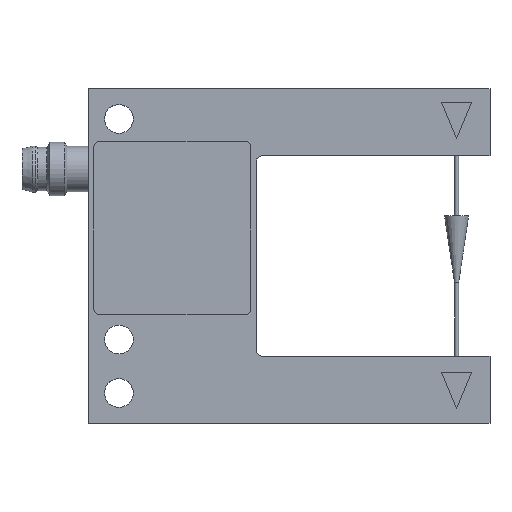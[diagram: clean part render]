
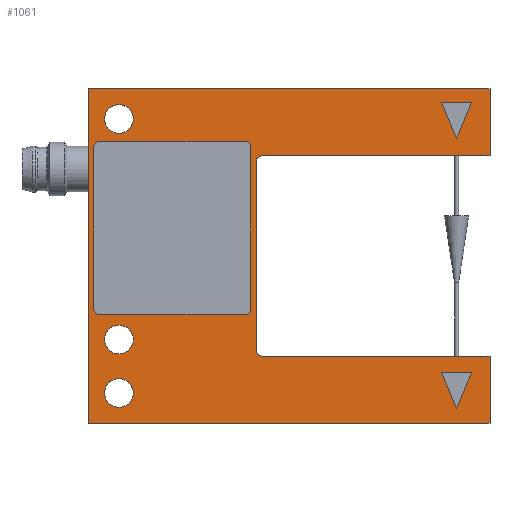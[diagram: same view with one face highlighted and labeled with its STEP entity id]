
A CAD part, top view. The second image highlights one B-rep face of the part: STEP entity #1061.
In plain terms, the highlighted planar face has unit normal (0, 0, 1).
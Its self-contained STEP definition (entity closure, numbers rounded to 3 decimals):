
#49=PLANE('',#1174);
#88=CIRCLE('',#1165,1.);
#90=CIRCLE('',#1169,1.);
#92=CIRCLE('',#1175,2.15);
#93=CIRCLE('',#1176,2.15);
#94=CIRCLE('',#1177,2.15);
#95=CIRCLE('',#1178,1.);
#96=CIRCLE('',#1179,1.);
#97=CIRCLE('',#1180,1.);
#98=CIRCLE('',#1181,1.);
#193=ORIENTED_EDGE('',*,*,#445,.F.);
#194=ORIENTED_EDGE('',*,*,#446,.F.);
#195=ORIENTED_EDGE('',*,*,#447,.F.);
#196=ORIENTED_EDGE('',*,*,#448,.F.);
#197=ORIENTED_EDGE('',*,*,#449,.F.);
#198=ORIENTED_EDGE('',*,*,#450,.F.);
#199=ORIENTED_EDGE('',*,*,#451,.T.);
#200=ORIENTED_EDGE('',*,*,#452,.T.);
#201=ORIENTED_EDGE('',*,*,#453,.T.);
#202=ORIENTED_EDGE('',*,*,#454,.F.);
#203=ORIENTED_EDGE('',*,*,#455,.F.);
#204=ORIENTED_EDGE('',*,*,#456,.F.);
#205=ORIENTED_EDGE('',*,*,#457,.F.);
#206=ORIENTED_EDGE('',*,*,#458,.F.);
#207=ORIENTED_EDGE('',*,*,#459,.F.);
#208=ORIENTED_EDGE('',*,*,#460,.F.);
#209=ORIENTED_EDGE('',*,*,#461,.F.);
#210=ORIENTED_EDGE('',*,*,#410,.T.);
#211=ORIENTED_EDGE('',*,*,#419,.T.);
#212=ORIENTED_EDGE('',*,*,#422,.T.);
#213=ORIENTED_EDGE('',*,*,#426,.T.);
#214=ORIENTED_EDGE('',*,*,#429,.F.);
#215=ORIENTED_EDGE('',*,*,#432,.T.);
#216=ORIENTED_EDGE('',*,*,#435,.F.);
#217=ORIENTED_EDGE('',*,*,#439,.T.);
#218=ORIENTED_EDGE('',*,*,#442,.T.);
#219=ORIENTED_EDGE('',*,*,#444,.T.);
#410=EDGE_CURVE('',#541,#540,#637,.T.);
#419=EDGE_CURVE('',#540,#548,#644,.T.);
#422=EDGE_CURVE('',#548,#550,#647,.T.);
#426=EDGE_CURVE('',#550,#553,#650,.T.);
#429=EDGE_CURVE('',#555,#553,#88,.T.);
#432=EDGE_CURVE('',#555,#557,#654,.T.);
#435=EDGE_CURVE('',#559,#557,#90,.T.);
#439=EDGE_CURVE('',#559,#562,#658,.T.);
#442=EDGE_CURVE('',#562,#564,#661,.T.);
#444=EDGE_CURVE('',#564,#541,#663,.T.);
#445=EDGE_CURVE('',#565,#566,#664,.T.);
#446=EDGE_CURVE('',#567,#565,#665,.T.);
#447=EDGE_CURVE('',#566,#567,#666,.T.);
#448=EDGE_CURVE('',#568,#569,#667,.T.);
#449=EDGE_CURVE('',#570,#568,#668,.T.);
#450=EDGE_CURVE('',#569,#570,#669,.T.);
#451=EDGE_CURVE('',#571,#571,#92,.F.);
#452=EDGE_CURVE('',#572,#572,#93,.F.);
#453=EDGE_CURVE('',#573,#573,#94,.F.);
#454=EDGE_CURVE('',#574,#575,#95,.T.);
#455=EDGE_CURVE('',#576,#574,#670,.T.);
#456=EDGE_CURVE('',#577,#576,#96,.T.);
#457=EDGE_CURVE('',#578,#577,#671,.T.);
#458=EDGE_CURVE('',#579,#578,#97,.T.);
#459=EDGE_CURVE('',#580,#579,#672,.T.);
#460=EDGE_CURVE('',#581,#580,#98,.T.);
#461=EDGE_CURVE('',#575,#581,#673,.T.);
#540=VERTEX_POINT('',#1647);
#541=VERTEX_POINT('',#1649);
#548=VERTEX_POINT('',#1665);
#550=VERTEX_POINT('',#1671);
#553=VERTEX_POINT('',#1679);
#555=VERTEX_POINT('',#1685);
#557=VERTEX_POINT('',#1691);
#559=VERTEX_POINT('',#1697);
#562=VERTEX_POINT('',#1705);
#564=VERTEX_POINT('',#1711);
#565=VERTEX_POINT('',#1718);
#566=VERTEX_POINT('',#1719);
#567=VERTEX_POINT('',#1721);
#568=VERTEX_POINT('',#1724);
#569=VERTEX_POINT('',#1725);
#570=VERTEX_POINT('',#1727);
#571=VERTEX_POINT('',#1730);
#572=VERTEX_POINT('',#1732);
#573=VERTEX_POINT('',#1734);
#574=VERTEX_POINT('',#1736);
#575=VERTEX_POINT('',#1737);
#576=VERTEX_POINT('',#1739);
#577=VERTEX_POINT('',#1741);
#578=VERTEX_POINT('',#1743);
#579=VERTEX_POINT('',#1745);
#580=VERTEX_POINT('',#1747);
#581=VERTEX_POINT('',#1749);
#637=LINE('',#1648,#715);
#644=LINE('',#1666,#722);
#647=LINE('',#1672,#725);
#650=LINE('',#1680,#728);
#654=LINE('',#1692,#732);
#658=LINE('',#1706,#736);
#661=LINE('',#1712,#739);
#663=LINE('',#1715,#741);
#664=LINE('',#1717,#742);
#665=LINE('',#1720,#743);
#666=LINE('',#1722,#744);
#667=LINE('',#1723,#745);
#668=LINE('',#1726,#746);
#669=LINE('',#1728,#747);
#670=LINE('',#1738,#748);
#671=LINE('',#1742,#749);
#672=LINE('',#1746,#750);
#673=LINE('',#1750,#751);
#715=VECTOR('',#1307,1000.);
#722=VECTOR('',#1320,1000.);
#725=VECTOR('',#1325,1000.);
#728=VECTOR('',#1332,1000.);
#732=VECTOR('',#1344,1000.);
#736=VECTOR('',#1358,1000.);
#739=VECTOR('',#1363,1000.);
#741=VECTOR('',#1367,1000.);
#742=VECTOR('',#1370,1000.);
#743=VECTOR('',#1371,1000.);
#744=VECTOR('',#1372,1000.);
#745=VECTOR('',#1373,1000.);
#746=VECTOR('',#1374,1000.);
#747=VECTOR('',#1375,1000.);
#748=VECTOR('',#1384,1000.);
#749=VECTOR('',#1387,1000.);
#750=VECTOR('',#1390,1000.);
#751=VECTOR('',#1393,1000.);
#804=EDGE_LOOP('',(#193,#194,#195));
#805=EDGE_LOOP('',(#196,#197,#198));
#806=EDGE_LOOP('',(#199));
#807=EDGE_LOOP('',(#200));
#808=EDGE_LOOP('',(#201));
#809=EDGE_LOOP('',(#202,#203,#204,#205,#206,#207,#208,#209));
#810=EDGE_LOOP('',(#210,#211,#212,#213,#214,#215,#216,#217,#218,#219));
#922=FACE_BOUND('',#804,.T.);
#923=FACE_BOUND('',#805,.T.);
#924=FACE_BOUND('',#806,.T.);
#925=FACE_BOUND('',#807,.T.);
#926=FACE_BOUND('',#808,.T.);
#927=FACE_BOUND('',#809,.T.);
#928=FACE_BOUND('',#810,.T.);
#1061=ADVANCED_FACE('',(#922,#923,#924,#925,#926,#927,#928),#49,.T.);
#1165=AXIS2_PLACEMENT_3D('',#1686,#1338,#1339);
#1169=AXIS2_PLACEMENT_3D('',#1698,#1350,#1351);
#1174=AXIS2_PLACEMENT_3D('',#1716,#1368,#1369);
#1175=AXIS2_PLACEMENT_3D('',#1729,#1376,#1377);
#1176=AXIS2_PLACEMENT_3D('',#1731,#1378,#1379);
#1177=AXIS2_PLACEMENT_3D('',#1733,#1380,#1381);
#1178=AXIS2_PLACEMENT_3D('',#1735,#1382,#1383);
#1179=AXIS2_PLACEMENT_3D('',#1740,#1385,#1386);
#1180=AXIS2_PLACEMENT_3D('',#1744,#1388,#1389);
#1181=AXIS2_PLACEMENT_3D('',#1748,#1391,#1392);
#1307=DIRECTION('',(0.,-1.,0.));
#1320=DIRECTION('',(1.,0.,0.));
#1325=DIRECTION('',(0.,1.,0.));
#1332=DIRECTION('',(-1.,0.,0.));
#1338=DIRECTION('',(0.,0.,1.));
#1339=DIRECTION('',(1.,0.,0.));
#1344=DIRECTION('',(0.,1.,0.));
#1350=DIRECTION('',(0.,0.,1.));
#1351=DIRECTION('',(1.,0.,0.));
#1358=DIRECTION('',(1.,0.,0.));
#1363=DIRECTION('',(0.,1.,0.));
#1367=DIRECTION('',(-1.,0.,0.));
#1368=DIRECTION('',(0.,0.,1.));
#1369=DIRECTION('',(1.,0.,0.));
#1370=DIRECTION('',(-1.,0.,0.));
#1371=DIRECTION('',(0.383,0.924,0.));
#1372=DIRECTION('',(0.383,-0.924,0.));
#1373=DIRECTION('',(-1.,0.,0.));
#1374=DIRECTION('',(0.383,0.924,0.));
#1375=DIRECTION('',(0.383,-0.924,0.));
#1376=DIRECTION('',(0.,0.,1.));
#1377=DIRECTION('',(1.,0.,0.));
#1378=DIRECTION('',(0.,0.,1.));
#1379=DIRECTION('',(1.,0.,0.));
#1380=DIRECTION('',(0.,0.,1.));
#1381=DIRECTION('',(1.,0.,0.));
#1382=DIRECTION('',(0.,0.,1.));
#1383=DIRECTION('',(1.,0.,0.));
#1384=DIRECTION('',(-1.,0.,0.));
#1385=DIRECTION('',(0.,0.,1.));
#1386=DIRECTION('',(1.,0.,0.));
#1387=DIRECTION('',(0.,1.,0.));
#1388=DIRECTION('',(0.,0.,1.));
#1389=DIRECTION('',(1.,0.,0.));
#1390=DIRECTION('',(1.,0.,0.));
#1391=DIRECTION('',(0.,0.,1.));
#1392=DIRECTION('',(1.,0.,0.));
#1393=DIRECTION('',(0.,-1.,0.));
#1647=CARTESIAN_POINT('',(0.,-25.,5.));
#1648=CARTESIAN_POINT('',(0.,25.,5.));
#1649=CARTESIAN_POINT('',(0.,25.,5.));
#1665=CARTESIAN_POINT('',(60.,-25.,5.));
#1666=CARTESIAN_POINT('',(0.,-25.,5.));
#1671=CARTESIAN_POINT('',(60.,-15.,5.));
#1672=CARTESIAN_POINT('',(60.,-25.,5.));
#1679=CARTESIAN_POINT('',(26.,-15.,5.));
#1680=CARTESIAN_POINT('',(60.,-15.,5.));
#1685=CARTESIAN_POINT('',(25.,-14.,5.));
#1686=CARTESIAN_POINT('',(26.,-14.,5.));
#1691=CARTESIAN_POINT('',(25.,14.,5.));
#1692=CARTESIAN_POINT('',(25.,-14.,5.));
#1697=CARTESIAN_POINT('',(26.,15.,5.));
#1698=CARTESIAN_POINT('',(26.,14.,5.));
#1705=CARTESIAN_POINT('',(60.,15.,5.));
#1706=CARTESIAN_POINT('',(26.,15.,5.));
#1711=CARTESIAN_POINT('',(60.,25.,5.));
#1712=CARTESIAN_POINT('',(60.,15.,5.));
#1715=CARTESIAN_POINT('',(60.,25.,5.));
#1716=CARTESIAN_POINT('',(26.,-14.,5.));
#1717=CARTESIAN_POINT('',(57.245,-17.41,5.));
#1718=CARTESIAN_POINT('',(57.245,-17.41,5.));
#1719=CARTESIAN_POINT('',(52.755,-17.41,5.));
#1720=CARTESIAN_POINT('',(55.,-22.83,5.));
#1721=CARTESIAN_POINT('',(55.,-22.83,5.));
#1722=CARTESIAN_POINT('',(52.755,-17.41,5.));
#1723=CARTESIAN_POINT('',(57.245,23.,5.));
#1724=CARTESIAN_POINT('',(57.245,23.,5.));
#1725=CARTESIAN_POINT('',(52.755,23.,5.));
#1726=CARTESIAN_POINT('',(55.,17.58,5.));
#1727=CARTESIAN_POINT('',(55.,17.58,5.));
#1728=CARTESIAN_POINT('',(52.755,23.,5.));
#1729=CARTESIAN_POINT('',(4.5,-12.5,5.));
#1730=CARTESIAN_POINT('',(6.65,-12.5,5.));
#1731=CARTESIAN_POINT('',(4.5,-20.5,5.));
#1732=CARTESIAN_POINT('',(6.65,-20.5,5.));
#1733=CARTESIAN_POINT('',(4.5,20.5,5.));
#1734=CARTESIAN_POINT('',(6.65,20.5,5.));
#1735=CARTESIAN_POINT('',(1.75,16.18,5.));
#1736=CARTESIAN_POINT('',(1.75,17.18,5.));
#1737=CARTESIAN_POINT('',(0.75,16.18,5.));
#1738=CARTESIAN_POINT('',(23.25,17.18,5.));
#1739=CARTESIAN_POINT('',(23.25,17.18,5.));
#1740=CARTESIAN_POINT('',(23.25,16.18,5.));
#1741=CARTESIAN_POINT('',(24.25,16.18,5.));
#1742=CARTESIAN_POINT('',(24.25,-7.82,5.));
#1743=CARTESIAN_POINT('',(24.25,-7.82,5.));
#1744=CARTESIAN_POINT('',(23.25,-7.82,5.));
#1745=CARTESIAN_POINT('',(23.25,-8.82,5.));
#1746=CARTESIAN_POINT('',(1.75,-8.82,5.));
#1747=CARTESIAN_POINT('',(1.75,-8.82,5.));
#1748=CARTESIAN_POINT('',(1.75,-7.82,5.));
#1749=CARTESIAN_POINT('',(0.75,-7.82,5.));
#1750=CARTESIAN_POINT('',(0.75,16.18,5.));
